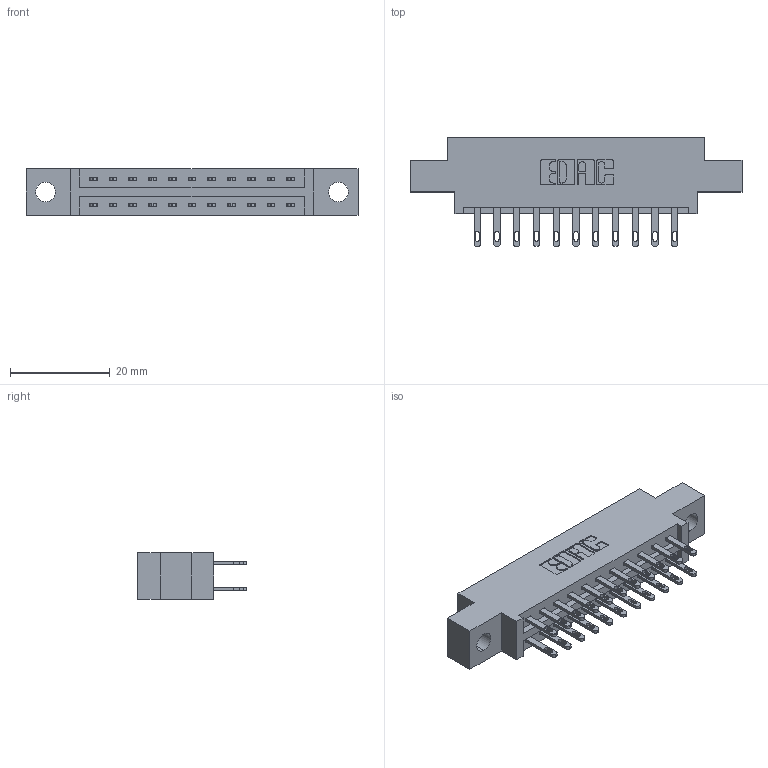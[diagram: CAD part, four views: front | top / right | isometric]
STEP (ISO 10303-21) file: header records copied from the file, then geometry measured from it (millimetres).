
FILE_DESCRIPTION (( 'STEP AP203' ), '1' );
FILE_NAME ('887-022-500-804.STEP', '2020-09-20T18:45:08', ( '' ), ( '' ), 'SwSTEP 2.0', 'SolidWorks 2020', '' );
FILE_SCHEMA (( 'CONFIG_CONTROL_DESIGN' ));
Length unit declared in the file: inch
Products named in the file (3): 345-292-001_345-293-100; 887-022-500-804; 837 Part_0.170 Offset - 0.156 Dia-TH
Assembly tree (23 placements, depth 2):
  887-022-500-804
    837 Part_0.170 Offset - 0.156 Dia-TH
    345-292-001_345-293-100  x22
Bounding box: 66.6 x 21.85 x 9.4 mm (x, y, z)
Volume: 6467.9 mm3; surface area: 7160.2 mm2
Topology: 23 solids, 23 shells, 1218 faces, 3689 edges, 2458 vertices
Faces by surface type: plane 778, cylinder 440
Entity records: 12603 total; most frequent: CARTESIAN_POINT 2150, ORIENTED_EDGE 2086, DIRECTION 1887, EDGE_CURVE 1043, LINE 911, VECTOR 911, VERTEX_POINT 694, AXIS2_PLACEMENT_3D 488
